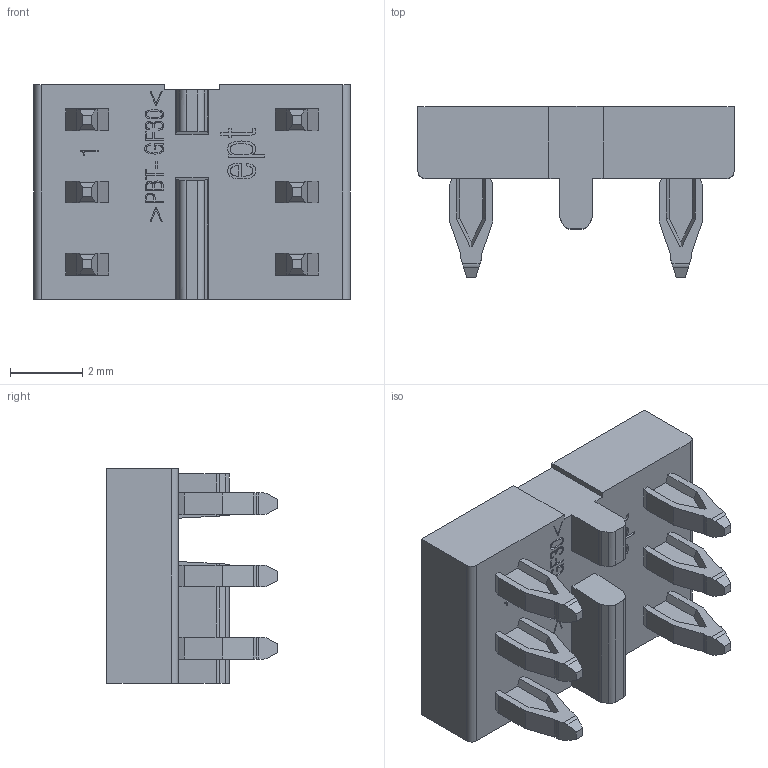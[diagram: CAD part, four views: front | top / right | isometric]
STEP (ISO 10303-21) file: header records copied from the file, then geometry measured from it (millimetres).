
FILE_DESCRIPTION (( 'STEP AP214' ), '1' );
FILE_NAME ('991-500300-1Z_3D.STEP', '2014-04-11T06:52:50', ( '' ), ( '' ), 'SwSTEP 2.0', 'SolidWorks 2012', '' );
FILE_SCHEMA (( 'AUTOMOTIVE_DESIGN' ));
Length unit declared in the file: millimetre
Products named in the file (1): 991-500300-1Z_3D
Bounding box: 8.75 x 4.75 x 5.95 mm (x, y, z)
Volume: 114.2 mm3; surface area: 236.8 mm2
Topology: 1 solids, 1 shells, 441 faces, 1230 edges, 820 vertices
Faces by surface type: plane 336, bspline 71, cylinder 34
Entity records: 22683 total; most frequent: CARTESIAN_POINT 7003, ORIENTED_EDGE 2460, DIRECTION 1834, EDGE_CURVE 1230, VECTOR 1020, LINE 1020, VERTEX_POINT 820, EDGE_LOOP 470
